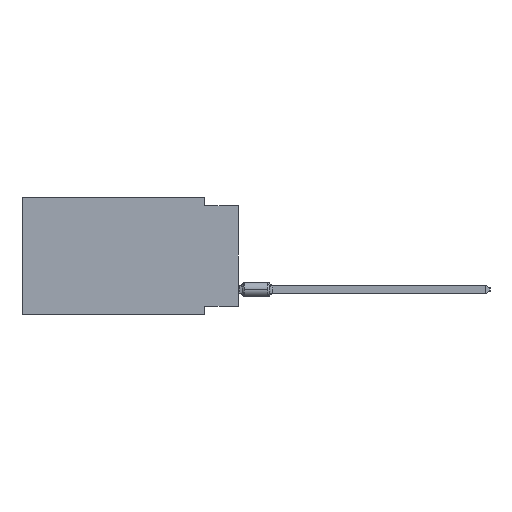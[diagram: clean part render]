
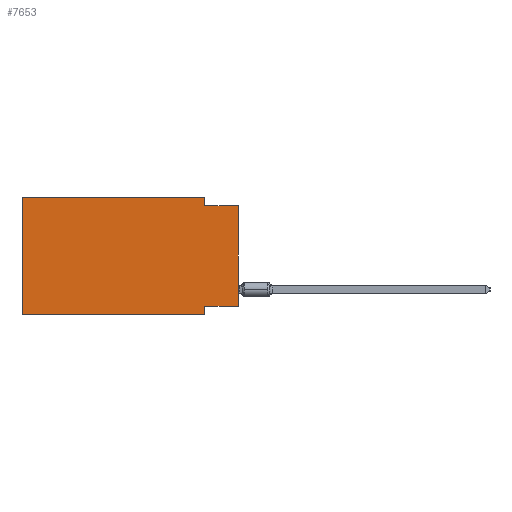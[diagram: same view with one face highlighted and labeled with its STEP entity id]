
A CAD part, left-side view. The second image highlights one B-rep face of the part: STEP entity #7653.
In plain terms, the highlighted planar face has unit normal (-1, 0, 0).
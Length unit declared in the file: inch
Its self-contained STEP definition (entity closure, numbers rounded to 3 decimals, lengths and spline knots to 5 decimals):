
#1051 = DIRECTION ( 'NONE',  ( 0., 0., 1. ) ) ;
#2051 = EDGE_CURVE ( 'NONE', #2862, #35590, #6621, .T. ) ;
#2422 = CARTESIAN_POINT ( 'NONE',  ( 0., 0.645, 0. ) ) ;
#2606 = DIRECTION ( 'NONE',  ( 0., 0., -1. ) ) ;
#2757 = CARTESIAN_POINT ( 'NONE',  ( 0., 0., -0.025 ) ) ;
#2862 = VERTEX_POINT ( 'NONE', #23540 ) ;
#2884 = VERTEX_POINT ( 'NONE', #9641 ) ;
#2973 = CARTESIAN_POINT ( 'NONE',  ( 0., 0.1, -0.35 ) ) ;
#3026 = VECTOR ( 'NONE', #9278, 39.37008 ) ;
#3667 = CARTESIAN_POINT ( 'NONE',  ( 0., 0., 0. ) ) ;
#3700 = DIRECTION ( 'NONE',  ( 0., 1., 0. ) ) ;
#5077 = VECTOR ( 'NONE', #31900, 39.37008 ) ;
#5350 = ORIENTED_EDGE ( 'NONE', *, *, #2051, .T. ) ;
#5565 = DIRECTION ( 'NONE',  ( 1., 0., 0. ) ) ;
#6621 = LINE ( 'NONE', #3667, #27375 ) ;
#7409 = ORIENTED_EDGE ( 'NONE', *, *, #30512, .F. ) ;
#7653 = ADVANCED_FACE ( 'NONE', ( #15766 ), #27091, .F. ) ;
#8496 = ORIENTED_EDGE ( 'NONE', *, *, #29182, .F. ) ;
#8558 = LINE ( 'NONE', #20588, #5077 ) ;
#8707 = LINE ( 'NONE', #2973, #26610 ) ;
#8858 = VECTOR ( 'NONE', #34750, 39.37008 ) ;
#9278 = DIRECTION ( 'NONE',  ( 0., -1., 0. ) ) ;
#9428 = DIRECTION ( 'NONE',  ( 0., 0., 1. ) ) ;
#9641 = CARTESIAN_POINT ( 'NONE',  ( 0., 0.645, -0.35 ) ) ;
#10485 = ORIENTED_EDGE ( 'NONE', *, *, #11508, .T. ) ;
#11508 = EDGE_CURVE ( 'NONE', #2884, #30206, #34581, .T. ) ;
#11746 = ORIENTED_EDGE ( 'NONE', *, *, #25668, .F. ) ;
#11895 = CARTESIAN_POINT ( 'NONE',  ( 0., 0.645, 0. ) ) ;
#12075 = LINE ( 'NONE', #11895, #3026 ) ;
#12341 = CARTESIAN_POINT ( 'NONE',  ( 0., 0.1, 0. ) ) ;
#12398 = LINE ( 'NONE', #26315, #30162 ) ;
#12401 = VERTEX_POINT ( 'NONE', #27211 ) ;
#12571 = CARTESIAN_POINT ( 'NONE',  ( 0., 0.1, -0.025 ) ) ;
#13527 = VERTEX_POINT ( 'NONE', #14197 ) ;
#13629 = CARTESIAN_POINT ( 'NONE',  ( 0., 0.1, 0. ) ) ;
#14197 = CARTESIAN_POINT ( 'NONE',  ( 0., 0.1, -0.325 ) ) ;
#14432 = ORIENTED_EDGE ( 'NONE', *, *, #25462, .F. ) ;
#14888 = VECTOR ( 'NONE', #26627, 39.37008 ) ;
#15766 = FACE_OUTER_BOUND ( 'NONE', #35360, .T. ) ;
#16096 = EDGE_CURVE ( 'NONE', #2862, #13527, #29287, .T. ) ;
#17676 = VERTEX_POINT ( 'NONE', #13629 ) ;
#20588 = CARTESIAN_POINT ( 'NONE',  ( 0., 0., -0.025 ) ) ;
#22045 = VECTOR ( 'NONE', #3700, 39.37008 ) ;
#23540 = CARTESIAN_POINT ( 'NONE',  ( 0., 0., -0.325 ) ) ;
#24278 = AXIS2_PLACEMENT_3D ( 'NONE', #2422, #5565, #2606 ) ;
#24373 = VERTEX_POINT ( 'NONE', #12571 ) ;
#25462 = EDGE_CURVE ( 'NONE', #13527, #30206, #8707, .T. ) ;
#25586 = DIRECTION ( 'NONE',  ( 0., 0., -1. ) ) ;
#25668 = EDGE_CURVE ( 'NONE', #2884, #12401, #12398, .T. ) ;
#26315 = CARTESIAN_POINT ( 'NONE',  ( 0., 0.645, 0. ) ) ;
#26433 = LINE ( 'NONE', #12341, #14888 ) ;
#26610 = VECTOR ( 'NONE', #25586, 39.37008 ) ;
#26627 = DIRECTION ( 'NONE',  ( 0., 0., -1. ) ) ;
#26685 = CARTESIAN_POINT ( 'NONE',  ( 0., 0., -0.325 ) ) ;
#26901 = CARTESIAN_POINT ( 'NONE',  ( 0., 0.1, -0.35 ) ) ;
#27091 = PLANE ( 'NONE',  #24278 ) ;
#27211 = CARTESIAN_POINT ( 'NONE',  ( 0., 0.645, 0. ) ) ;
#27375 = VECTOR ( 'NONE', #1051, 39.37008 ) ;
#29182 = EDGE_CURVE ( 'NONE', #12401, #17676, #12075, .T. ) ;
#29206 = CARTESIAN_POINT ( 'NONE',  ( 0., 0.645, -0.35 ) ) ;
#29287 = LINE ( 'NONE', #26685, #22045 ) ;
#30162 = VECTOR ( 'NONE', #9428, 39.37008 ) ;
#30206 = VERTEX_POINT ( 'NONE', #26901 ) ;
#30512 = EDGE_CURVE ( 'NONE', #17676, #24373, #26433, .T. ) ;
#31595 = ORIENTED_EDGE ( 'NONE', *, *, #16096, .F. ) ;
#31900 = DIRECTION ( 'NONE',  ( 0., -1., 0. ) ) ;
#33354 = ORIENTED_EDGE ( 'NONE', *, *, #33782, .F. ) ;
#33782 = EDGE_CURVE ( 'NONE', #24373, #35590, #8558, .T. ) ;
#34581 = LINE ( 'NONE', #29206, #8858 ) ;
#34750 = DIRECTION ( 'NONE',  ( 0., -1., 0. ) ) ;
#35360 = EDGE_LOOP ( 'NONE', ( #5350, #33354, #7409, #8496, #11746, #10485, #14432, #31595 ) ) ;
#35590 = VERTEX_POINT ( 'NONE', #2757 ) ;
